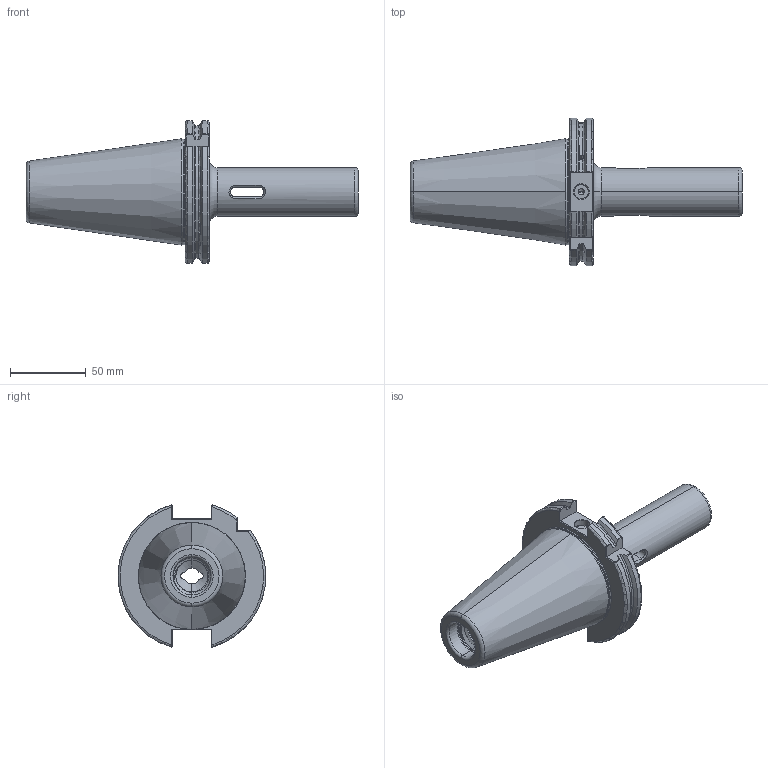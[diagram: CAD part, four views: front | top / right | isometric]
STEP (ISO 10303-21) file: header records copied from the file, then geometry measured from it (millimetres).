
FILE_DESCRIPTION (( 'STEP AP203' ), '1' );
FILE_NAME ('502.07.02.1.STEP', '2016-07-16T06:16:55', ( '' ), ( '' ), 'SwSTEP 2.0', 'SolidWorks 2012', '' );
FILE_SCHEMA (( 'CONFIG_CONTROL_DESIGN' ));
Length unit declared in the file: millimetre
Products named in the file (1): 502.07.02.1
Bounding box: 218.75 x 97.32 x 93.81 mm (x, y, z)
Volume: 374669.1 mm3; surface area: 60489.1 mm2
Topology: 1 solids, 1 shells, 201 faces, 530 edges, 323 vertices
Faces by surface type: cylinder 63, plane 54, torus 35, cone 30, bspline 19
Entity records: 15900 total; most frequent: CARTESIAN_POINT 11282, ORIENTED_EDGE 1040, DIRECTION 833, EDGE_CURVE 520, AXIS2_PLACEMENT_3D 325, VERTEX_POINT 323, EDGE_LOOP 209, ADVANCED_FACE 201
